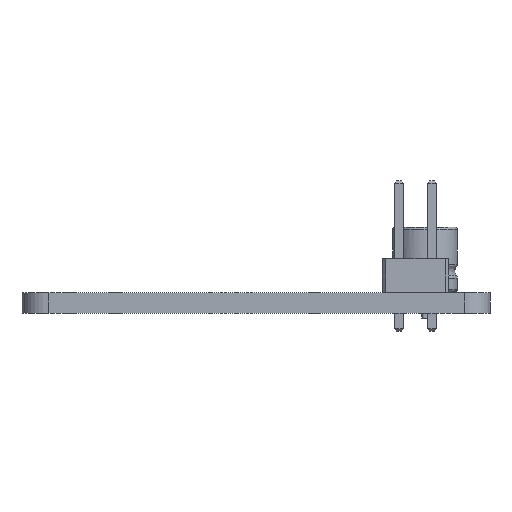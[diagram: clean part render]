
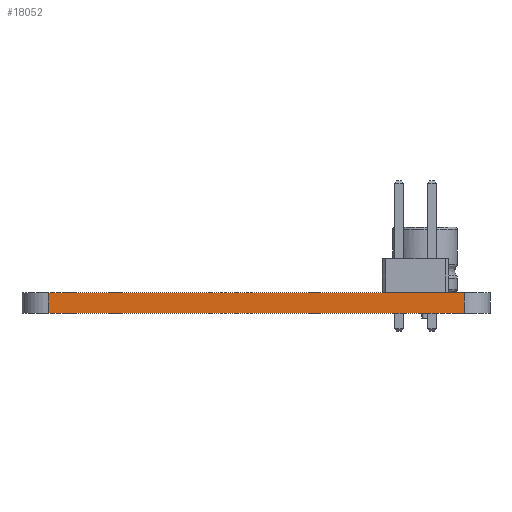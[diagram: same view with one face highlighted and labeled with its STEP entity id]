
A CAD part, front view. The second image highlights one B-rep face of the part: STEP entity #18052.
In plain terms, the highlighted planar face has unit normal (0, -1, 0).
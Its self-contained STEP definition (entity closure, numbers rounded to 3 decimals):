
#15072 = PLANE('',#15073);
#15073 = AXIS2_PLACEMENT_3D('',#15074,#15075,#15076);
#15074 = CARTESIAN_POINT('',(123.,-70.,1.6));
#15075 = DIRECTION('',(0.,0.,1.));
#15076 = DIRECTION('',(1.,0.,0.));
#15126 = PLANE('',#15127);
#15127 = AXIS2_PLACEMENT_3D('',#15128,#15129,#15130);
#15128 = CARTESIAN_POINT('',(123.,-70.,0.));
#15129 = DIRECTION('',(0.,0.,1.));
#15130 = DIRECTION('',(1.,0.,0.));
#15323 = VERTEX_POINT('',#15324);
#15324 = CARTESIAN_POINT('',(107.,-95.,0.));
#15339 = CYLINDRICAL_SURFACE('',#15340,2.);
#15340 = AXIS2_PLACEMENT_3D('',#15341,#15342,#15343);
#15341 = CARTESIAN_POINT('',(107.,-93.,0.));
#15342 = DIRECTION('',(0.,0.,-1.));
#15343 = DIRECTION('',(1.,0.,0.));
#15351 = EDGE_CURVE('',#15323,#15352,#15354,.T.);
#15352 = VERTEX_POINT('',#15353);
#15353 = CARTESIAN_POINT('',(139.,-95.,0.));
#15354 = SURFACE_CURVE('',#15355,(#15359,#15366),.PCURVE_S1.);
#15355 = LINE('',#15356,#15357);
#15356 = CARTESIAN_POINT('',(107.,-95.,0.));
#15357 = VECTOR('',#15358,1.);
#15358 = DIRECTION('',(1.,0.,0.));
#15359 = PCURVE('',#15126,#15360);
#15360 = DEFINITIONAL_REPRESENTATION('',(#15361),#15365);
#15361 = LINE('',#15362,#15363);
#15362 = CARTESIAN_POINT('',(-16.,-25.));
#15363 = VECTOR('',#15364,1.);
#15364 = DIRECTION('',(1.,0.));
#15365 = ( GEOMETRIC_REPRESENTATION_CONTEXT(2) 
PARAMETRIC_REPRESENTATION_CONTEXT() REPRESENTATION_CONTEXT('2D SPACE',''
  ) );
#15366 = PCURVE('',#15367,#15372);
#15367 = PLANE('',#15368);
#15368 = AXIS2_PLACEMENT_3D('',#15369,#15370,#15371);
#15369 = CARTESIAN_POINT('',(107.,-95.,0.));
#15370 = DIRECTION('',(0.,1.,0.));
#15371 = DIRECTION('',(1.,0.,0.));
#15372 = DEFINITIONAL_REPRESENTATION('',(#15373),#15377);
#15373 = LINE('',#15374,#15375);
#15374 = CARTESIAN_POINT('',(0.,0.));
#15375 = VECTOR('',#15376,1.);
#15376 = DIRECTION('',(1.,0.));
#15377 = ( GEOMETRIC_REPRESENTATION_CONTEXT(2) 
PARAMETRIC_REPRESENTATION_CONTEXT() REPRESENTATION_CONTEXT('2D SPACE',''
  ) );
#15396 = CYLINDRICAL_SURFACE('',#15397,2.);
#15397 = AXIS2_PLACEMENT_3D('',#15398,#15399,#15400);
#15398 = CARTESIAN_POINT('',(139.,-93.,0.));
#15399 = DIRECTION('',(0.,0.,-1.));
#15400 = DIRECTION('',(1.,0.,0.));
#16761 = VERTEX_POINT('',#16762);
#16762 = CARTESIAN_POINT('',(107.,-95.,1.6));
#16784 = EDGE_CURVE('',#16761,#16785,#16787,.T.);
#16785 = VERTEX_POINT('',#16786);
#16786 = CARTESIAN_POINT('',(139.,-95.,1.6));
#16787 = SURFACE_CURVE('',#16788,(#16792,#16799),.PCURVE_S1.);
#16788 = LINE('',#16789,#16790);
#16789 = CARTESIAN_POINT('',(107.,-95.,1.6));
#16790 = VECTOR('',#16791,1.);
#16791 = DIRECTION('',(1.,0.,0.));
#16792 = PCURVE('',#15072,#16793);
#16793 = DEFINITIONAL_REPRESENTATION('',(#16794),#16798);
#16794 = LINE('',#16795,#16796);
#16795 = CARTESIAN_POINT('',(-16.,-25.));
#16796 = VECTOR('',#16797,1.);
#16797 = DIRECTION('',(1.,0.));
#16798 = ( GEOMETRIC_REPRESENTATION_CONTEXT(2) 
PARAMETRIC_REPRESENTATION_CONTEXT() REPRESENTATION_CONTEXT('2D SPACE',''
  ) );
#16799 = PCURVE('',#15367,#16800);
#16800 = DEFINITIONAL_REPRESENTATION('',(#16801),#16805);
#16801 = LINE('',#16802,#16803);
#16802 = CARTESIAN_POINT('',(0.,-1.6));
#16803 = VECTOR('',#16804,1.);
#16804 = DIRECTION('',(1.,0.));
#16805 = ( GEOMETRIC_REPRESENTATION_CONTEXT(2) 
PARAMETRIC_REPRESENTATION_CONTEXT() REPRESENTATION_CONTEXT('2D SPACE',''
  ) );
#18002 = EDGE_CURVE('',#15352,#16785,#18003,.T.);
#18003 = SURFACE_CURVE('',#18004,(#18008,#18015),.PCURVE_S1.);
#18004 = LINE('',#18005,#18006);
#18005 = CARTESIAN_POINT('',(139.,-95.,0.));
#18006 = VECTOR('',#18007,1.);
#18007 = DIRECTION('',(0.,0.,1.));
#18008 = PCURVE('',#15396,#18009);
#18009 = DEFINITIONAL_REPRESENTATION('',(#18010),#18014);
#18010 = LINE('',#18011,#18012);
#18011 = CARTESIAN_POINT('',(-4.712,0.));
#18012 = VECTOR('',#18013,1.);
#18013 = DIRECTION('',(0.,-1.));
#18014 = ( GEOMETRIC_REPRESENTATION_CONTEXT(2) 
PARAMETRIC_REPRESENTATION_CONTEXT() REPRESENTATION_CONTEXT('2D SPACE',''
  ) );
#18015 = PCURVE('',#15367,#18016);
#18016 = DEFINITIONAL_REPRESENTATION('',(#18017),#18021);
#18017 = LINE('',#18018,#18019);
#18018 = CARTESIAN_POINT('',(32.,0.));
#18019 = VECTOR('',#18020,1.);
#18020 = DIRECTION('',(0.,-1.));
#18021 = ( GEOMETRIC_REPRESENTATION_CONTEXT(2) 
PARAMETRIC_REPRESENTATION_CONTEXT() REPRESENTATION_CONTEXT('2D SPACE',''
  ) );
#18031 = EDGE_CURVE('',#15323,#16761,#18032,.T.);
#18032 = SURFACE_CURVE('',#18033,(#18037,#18044),.PCURVE_S1.);
#18033 = LINE('',#18034,#18035);
#18034 = CARTESIAN_POINT('',(107.,-95.,0.));
#18035 = VECTOR('',#18036,1.);
#18036 = DIRECTION('',(0.,0.,1.));
#18037 = PCURVE('',#15339,#18038);
#18038 = DEFINITIONAL_REPRESENTATION('',(#18039),#18043);
#18039 = LINE('',#18040,#18041);
#18040 = CARTESIAN_POINT('',(-4.712,0.));
#18041 = VECTOR('',#18042,1.);
#18042 = DIRECTION('',(0.,-1.));
#18043 = ( GEOMETRIC_REPRESENTATION_CONTEXT(2) 
PARAMETRIC_REPRESENTATION_CONTEXT() REPRESENTATION_CONTEXT('2D SPACE',''
  ) );
#18044 = PCURVE('',#15367,#18045);
#18045 = DEFINITIONAL_REPRESENTATION('',(#18046),#18050);
#18046 = LINE('',#18047,#18048);
#18047 = CARTESIAN_POINT('',(0.,0.));
#18048 = VECTOR('',#18049,1.);
#18049 = DIRECTION('',(0.,-1.));
#18050 = ( GEOMETRIC_REPRESENTATION_CONTEXT(2) 
PARAMETRIC_REPRESENTATION_CONTEXT() REPRESENTATION_CONTEXT('2D SPACE',''
  ) );
#18052 = ADVANCED_FACE('',(#18053),#15367,.F.);
#18053 = FACE_BOUND('',#18054,.F.);
#18054 = EDGE_LOOP('',(#18055,#18056,#18057,#18058));
#18055 = ORIENTED_EDGE('',*,*,#18031,.T.);
#18056 = ORIENTED_EDGE('',*,*,#16784,.T.);
#18057 = ORIENTED_EDGE('',*,*,#18002,.F.);
#18058 = ORIENTED_EDGE('',*,*,#15351,.F.);
